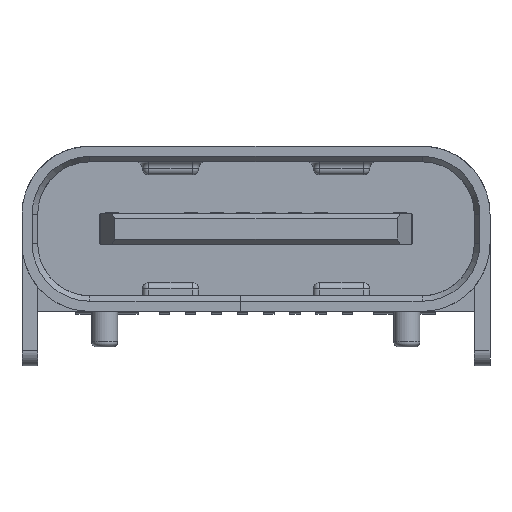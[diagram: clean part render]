
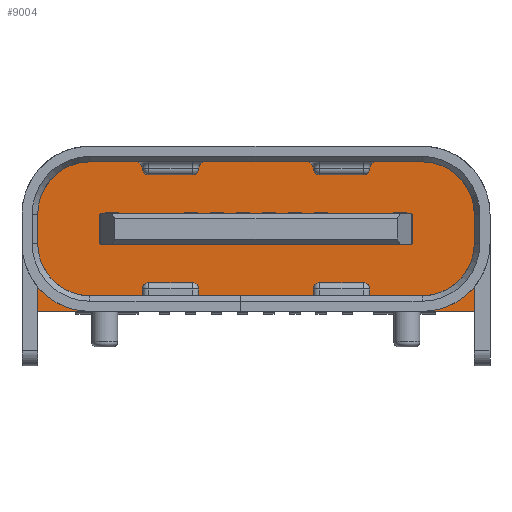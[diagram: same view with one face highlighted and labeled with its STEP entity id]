
A CAD part, front view. The second image highlights one B-rep face of the part: STEP entity #9004.
In plain terms, the highlighted planar face has unit normal (0, -1, 0).
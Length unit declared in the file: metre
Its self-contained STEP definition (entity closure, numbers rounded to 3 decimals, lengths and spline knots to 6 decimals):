
#303=CIRCLE('',#9615,0.001);
#307=CIRCLE('',#9626,0.001);
#1696=ORIENTED_EDGE('',*,*,#3812,.F.);
#1697=ORIENTED_EDGE('',*,*,#3810,.F.);
#1698=ORIENTED_EDGE('',*,*,#3809,.T.);
#1699=ORIENTED_EDGE('',*,*,#3814,.T.);
#1700=ORIENTED_EDGE('',*,*,#3872,.T.);
#1701=ORIENTED_EDGE('',*,*,#3851,.F.);
#1702=ORIENTED_EDGE('',*,*,#3857,.T.);
#1703=ORIENTED_EDGE('',*,*,#3882,.F.);
#1704=ORIENTED_EDGE('',*,*,#3883,.F.);
#1705=ORIENTED_EDGE('',*,*,#3884,.F.);
#3809=EDGE_CURVE('',#4985,#4986,#5943,.T.);
#3810=EDGE_CURVE('',#4985,#4987,#5944,.T.);
#3812=EDGE_CURVE('',#4987,#4988,#5946,.T.);
#3814=EDGE_CURVE('',#4986,#4988,#5948,.T.);
#3851=EDGE_CURVE('',#5009,#5010,#5984,.T.);
#3857=EDGE_CURVE('',#5009,#5013,#303,.T.);
#3872=EDGE_CURVE('',#5020,#5010,#307,.T.);
#3882=EDGE_CURVE('',#5026,#5013,#6008,.T.);
#3883=EDGE_CURVE('',#5027,#5026,#6009,.T.);
#3884=EDGE_CURVE('',#5020,#5027,#6010,.T.);
#4985=VERTEX_POINT('',#14029);
#4986=VERTEX_POINT('',#14031);
#4987=VERTEX_POINT('',#14035);
#4988=VERTEX_POINT('',#14039);
#5009=VERTEX_POINT('',#14115);
#5010=VERTEX_POINT('',#14117);
#5013=VERTEX_POINT('',#14126);
#5020=VERTEX_POINT('',#14156);
#5026=VERTEX_POINT('',#14175);
#5027=VERTEX_POINT('',#14179);
#5943=LINE('',#14032,#6881);
#5944=LINE('',#14034,#6882);
#5946=LINE('',#14038,#6884);
#5948=LINE('',#14042,#6886);
#5984=LINE('',#14116,#6922);
#6008=LINE('',#14176,#6946);
#6009=LINE('',#14178,#6947);
#6010=LINE('',#14180,#6948);
#6881=VECTOR('',#11162,1.);
#6882=VECTOR('',#11165,1.);
#6884=VECTOR('',#11169,1.);
#6886=VECTOR('',#11173,1.);
#6922=VECTOR('',#11243,1.);
#6946=VECTOR('',#11305,1.);
#6947=VECTOR('',#11308,1.);
#6948=VECTOR('',#11309,1.);
#7596=EDGE_LOOP('',(#1696,#1697,#1698,#1699));
#7597=EDGE_LOOP('',(#1700,#1701,#1702,#1703,#1704,#1705));
#8149=FACE_BOUND('',#7596,.T.);
#8150=FACE_BOUND('',#7597,.T.);
#8680=PLANE('',#9633);
#9004=ADVANCED_FACE('',(#8149,#8150),#8680,.F.);
#9615=AXIS2_PLACEMENT_3D('',#14127,#11251,#11252);
#9626=AXIS2_PLACEMENT_3D('',#14155,#11284,#11285);
#9633=AXIS2_PLACEMENT_3D('',#14177,#11306,#11307);
#11162=DIRECTION('',(-1.,0.,0.));
#11165=DIRECTION('',(0.,0.,1.));
#11169=DIRECTION('',(-1.,0.,0.));
#11173=DIRECTION('',(0.,0.,1.));
#11243=DIRECTION('',(1.,0.,0.));
#11251=DIRECTION('',(0.,-1.,0.));
#11252=DIRECTION('',(1.,0.,0.));
#11284=DIRECTION('',(0.,-1.,0.));
#11285=DIRECTION('',(1.,0.,0.));
#11305=DIRECTION('',(0.,0.,1.));
#11306=DIRECTION('',(0.,1.,0.));
#11307=DIRECTION('',(0.,0.,1.));
#11308=DIRECTION('',(-1.,0.,0.));
#11309=DIRECTION('',(0.,0.,-1.));
#14029=CARTESIAN_POINT('',(0.007455,0.00581,0.00128));
#14031=CARTESIAN_POINT('',(0.001495,0.00581,0.00128));
#14032=CARTESIAN_POINT('',(0.007455,0.00581,0.00128));
#14034=CARTESIAN_POINT('',(0.007455,0.00581,0.00128));
#14035=CARTESIAN_POINT('',(0.007455,0.00581,0.00188));
#14038=CARTESIAN_POINT('',(0.007455,0.00581,0.00188));
#14039=CARTESIAN_POINT('',(0.001495,0.00581,0.00188));
#14042=CARTESIAN_POINT('',(0.001495,0.00581,0.00128));
#14115=CARTESIAN_POINT('',(0.0013,0.00581,0.00286));
#14116=CARTESIAN_POINT('',(0.0013,0.00581,0.00286));
#14117=CARTESIAN_POINT('',(0.00765,0.00581,0.00286));
#14126=CARTESIAN_POINT('',(0.0003,0.00581,0.00186));
#14127=CARTESIAN_POINT('',(0.0013,0.00581,0.00186));
#14155=CARTESIAN_POINT('',(0.00765,0.00581,0.00186));
#14156=CARTESIAN_POINT('',(0.00865,0.00581,0.00186));
#14175=CARTESIAN_POINT('',(0.0003,0.00581,0.));
#14176=CARTESIAN_POINT('',(0.0003,0.00581,0.));
#14177=CARTESIAN_POINT('',(0.004475,0.00581,0.001363));
#14178=CARTESIAN_POINT('',(0.00865,0.00581,0.));
#14179=CARTESIAN_POINT('',(0.00865,0.00581,0.));
#14180=CARTESIAN_POINT('',(0.00865,0.00581,0.00186));
